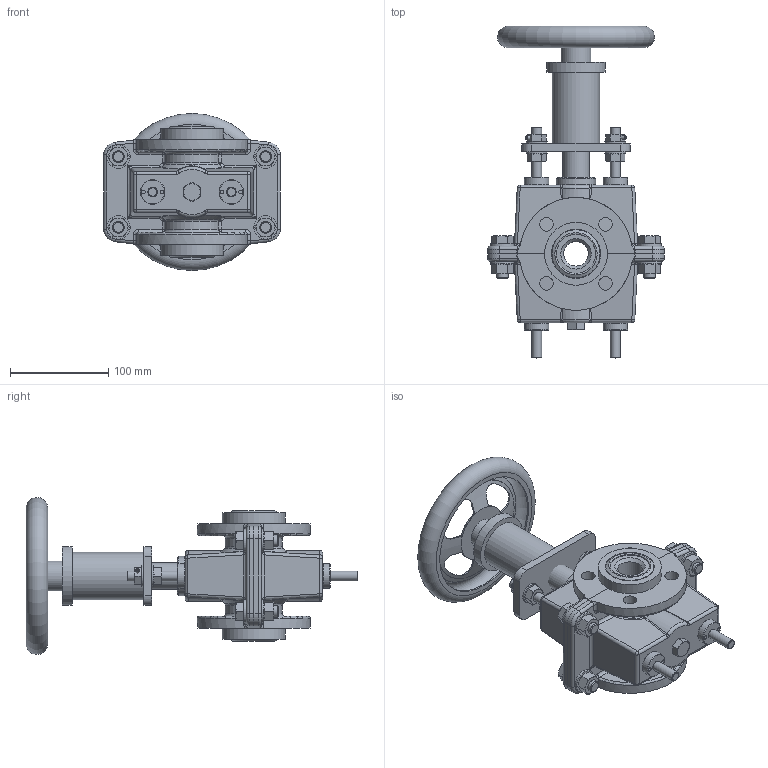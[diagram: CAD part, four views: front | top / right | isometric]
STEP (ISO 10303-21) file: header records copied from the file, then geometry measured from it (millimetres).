
FILE_DESCRIPTION((''),'2;1');
FILE_NAME('BE25M10-153_Shrinkwrap_1.stp','2018-04-06T15:29:05',('Niko.Tikander'),(''),'Autodesk Inventor 2011','Autodesk Inventor 2011','');
FILE_SCHEMA(('AUTOMOTIVE_DESIGN { 1 0 10303 214 1 1 1 1 }'));
Length unit declared in the file: inch
Products named in the file (1): BE25M10-153_Shrinkwrap_1
Bounding box: 180 x 338 x 160 mm (x, y, z)
Surface area: 361637.2 mm2 (no closed solid volume)
Topology: 0 solids, 60 shells, 952 faces, 2222 edges, 1369 vertices
Faces by surface type: plane 283, cylinder 252, cone 167, bspline 151, torus 51, sphere 48
Full cylindrical faces by diameter (mm): 4 x10, 5 x5, 5.3 x1, 8 x1, 10 x3, 10.2 x1, 12 x6, 14 x13, 20.995 x4, 21 x4, 24 x8, 25 x11, 26.9 x1, 27 x1, 30 x1, 33.249 x1, 40 x3, 46 x3, 48.3 x1, 60 x1, 64 x2, 107.103 x1, 110.103 x1, 128 x1
Entity records: 39091 total; most frequent: CARTESIAN_POINT 19126, DIRECTION 4050, ORIENTED_EDGE 3815, EDGE_CURVE 2056, AXIS2_PLACEMENT_3D 1748, VERTEX_POINT 1330, EDGE_LOOP 1210, FACE_OUTER_BOUND 952
